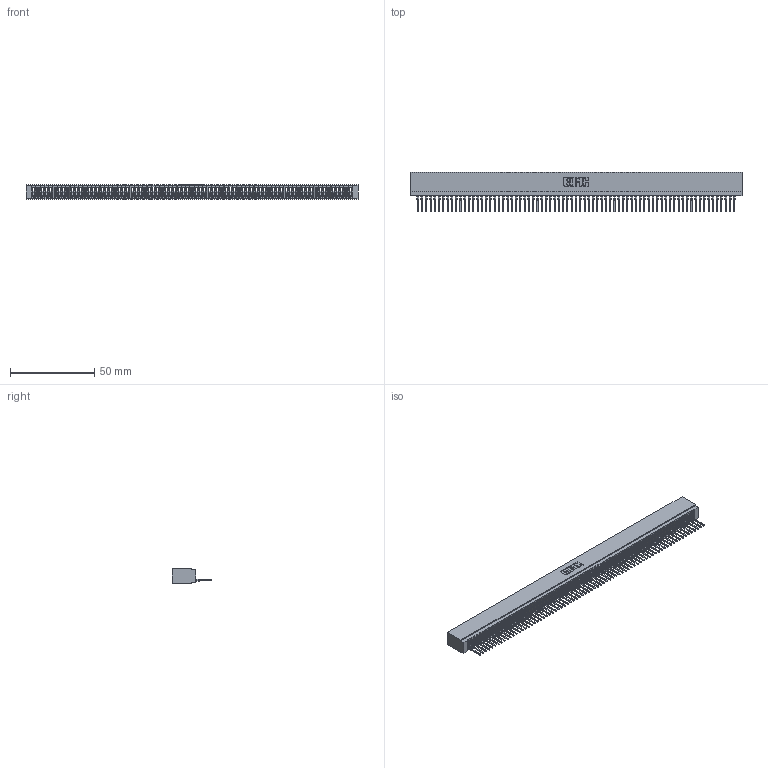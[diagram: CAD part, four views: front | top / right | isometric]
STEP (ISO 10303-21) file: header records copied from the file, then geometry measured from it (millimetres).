
FILE_DESCRIPTION (( 'STEP AP203' ), '1' );
FILE_NAME ('725-075-522-101.STEP', '2026-03-06T01:50:40', ( '' ), ( '' ), 'SwSTEP 2.0', 'SolidWorks 2023', '' );
FILE_SCHEMA (( 'CONFIG_CONTROL_DESIGN' ));
Length unit declared in the file: millimetre
Products named in the file (3): 725 Part_Insulator Option - 01; 745-292-001_522; 725-075-522-101
Assembly tree (76 placements, depth 2):
  725-075-522-101
    725 Part_Insulator Option - 01
    745-292-001_522  x75
Bounding box: 197.1 x 23.51 x 8.89 mm (x, y, z)
Volume: 14809 mm3; surface area: 29296.5 mm2
Topology: 76 solids, 76 shells, 8495 faces, 23354 edges, 14718 vertices
Faces by surface type: plane 5080, bspline 1500, cylinder 1465, torus 450
Entity records: 119323 total; most frequent: CARTESIAN_POINT 21528, ORIENTED_EDGE 21104, DIRECTION 18260, EDGE_CURVE 10552, VECTOR 9920, LINE 9920, VERTEX_POINT 6726, AXIS2_PLACEMENT_3D 4170
